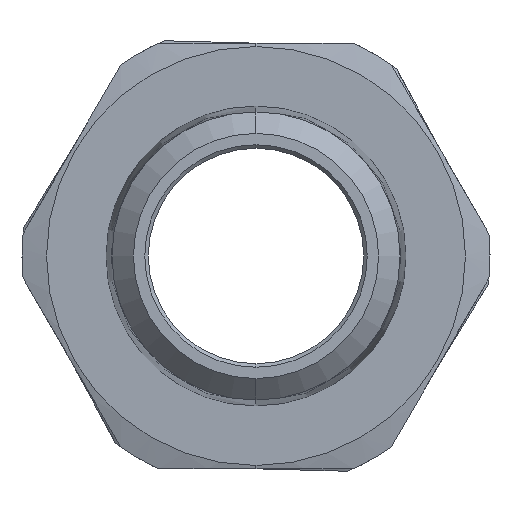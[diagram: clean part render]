
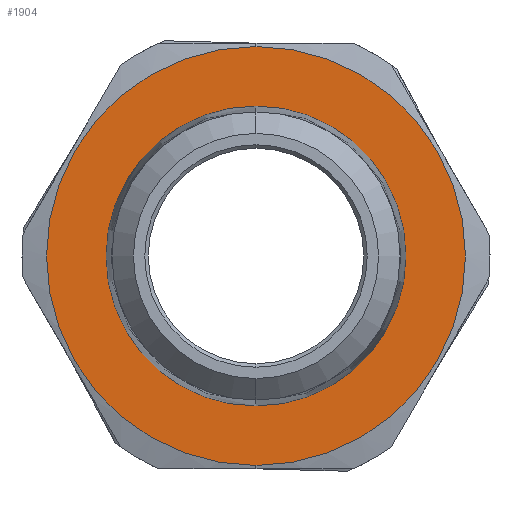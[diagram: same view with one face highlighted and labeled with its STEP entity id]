
A CAD part, left-side view. The second image highlights one B-rep face of the part: STEP entity #1904.
In plain terms, the highlighted planar face has unit normal (-1, 0, 0).
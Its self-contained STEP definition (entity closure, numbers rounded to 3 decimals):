
#98 = DIRECTION ( 'NONE',  ( 0., 0., -1. ) ) ;
#144 = AXIS2_PLACEMENT_3D ( 'NONE', #841, #1352, #3154 ) ;
#357 = CARTESIAN_POINT ( 'NONE',  ( -25.5, 0., 0. ) ) ;
#360 = CIRCLE ( 'NONE', #144, 15.018 ) ;
#391 = CIRCLE ( 'NONE', #1252, 10.75 ) ;
#405 = EDGE_LOOP ( 'NONE', ( #2684, #784 ) ) ;
#413 = CARTESIAN_POINT ( 'NONE',  ( -25.5, 0., 15.018 ) ) ;
#459 = EDGE_LOOP ( 'NONE', ( #1126, #804 ) ) ;
#531 = CARTESIAN_POINT ( 'NONE',  ( -25.5, 0., 0. ) ) ;
#639 = DIRECTION ( 'NONE',  ( 0., 0., 1. ) ) ;
#647 = PLANE ( 'NONE',  #1804 ) ;
#657 = EDGE_CURVE ( 'NONE', #980, #1270, #360, .T. ) ;
#784 = ORIENTED_EDGE ( 'NONE', *, *, #657, .F. ) ;
#804 = ORIENTED_EDGE ( 'NONE', *, *, #2704, .F. ) ;
#841 = CARTESIAN_POINT ( 'NONE',  ( -25.5, 0., 0. ) ) ;
#866 = DIRECTION ( 'NONE',  ( 1., 0., 0. ) ) ;
#980 = VERTEX_POINT ( 'NONE', #413 ) ;
#1114 = FACE_OUTER_BOUND ( 'NONE', #405, .T. ) ;
#1118 = CARTESIAN_POINT ( 'NONE',  ( -25.5, 0., -10.75 ) ) ;
#1126 = ORIENTED_EDGE ( 'NONE', *, *, #1154, .F. ) ;
#1139 = AXIS2_PLACEMENT_3D ( 'NONE', #531, #3127, #1834 ) ;
#1142 = CARTESIAN_POINT ( 'NONE',  ( -25.5, 0., -15.018 ) ) ;
#1154 = EDGE_CURVE ( 'NONE', #1857, #1529, #2025, .T. ) ;
#1182 = CARTESIAN_POINT ( 'NONE',  ( -25.5, 10.75, 0. ) ) ;
#1252 = AXIS2_PLACEMENT_3D ( 'NONE', #357, #2397, #639 ) ;
#1270 = VERTEX_POINT ( 'NONE', #1142 ) ;
#1352 = DIRECTION ( 'NONE',  ( 1., 0., 0. ) ) ;
#1529 = VERTEX_POINT ( 'NONE', #1118 ) ;
#1624 = CARTESIAN_POINT ( 'NONE',  ( -25.5, 0., 0. ) ) ;
#1664 = DIRECTION ( 'NONE',  ( 1., 0., 0. ) ) ;
#1685 = AXIS2_PLACEMENT_3D ( 'NONE', #1624, #866, #98 ) ;
#1804 = AXIS2_PLACEMENT_3D ( 'NONE', #1182, #1664, #2676 ) ;
#1834 = DIRECTION ( 'NONE',  ( 0., 0., 1. ) ) ;
#1857 = VERTEX_POINT ( 'NONE', #2838 ) ;
#1904 = ADVANCED_FACE ( 'NONE', ( #3244, #1114 ), #647, .F. ) ;
#1980 = CIRCLE ( 'NONE', #1685, 15.018 ) ;
#2025 = CIRCLE ( 'NONE', #1139, 10.75 ) ;
#2397 = DIRECTION ( 'NONE',  ( -1., 0., 0. ) ) ;
#2676 = DIRECTION ( 'NONE',  ( 0., 0., -1. ) ) ;
#2684 = ORIENTED_EDGE ( 'NONE', *, *, #3153, .F. ) ;
#2704 = EDGE_CURVE ( 'NONE', #1529, #1857, #391, .T. ) ;
#2838 = CARTESIAN_POINT ( 'NONE',  ( -25.5, 0., 10.75 ) ) ;
#3127 = DIRECTION ( 'NONE',  ( -1., 0., 0. ) ) ;
#3153 = EDGE_CURVE ( 'NONE', #1270, #980, #1980, .T. ) ;
#3154 = DIRECTION ( 'NONE',  ( 0., 0., -1. ) ) ;
#3244 = FACE_BOUND ( 'NONE', #459, .T. ) ;
